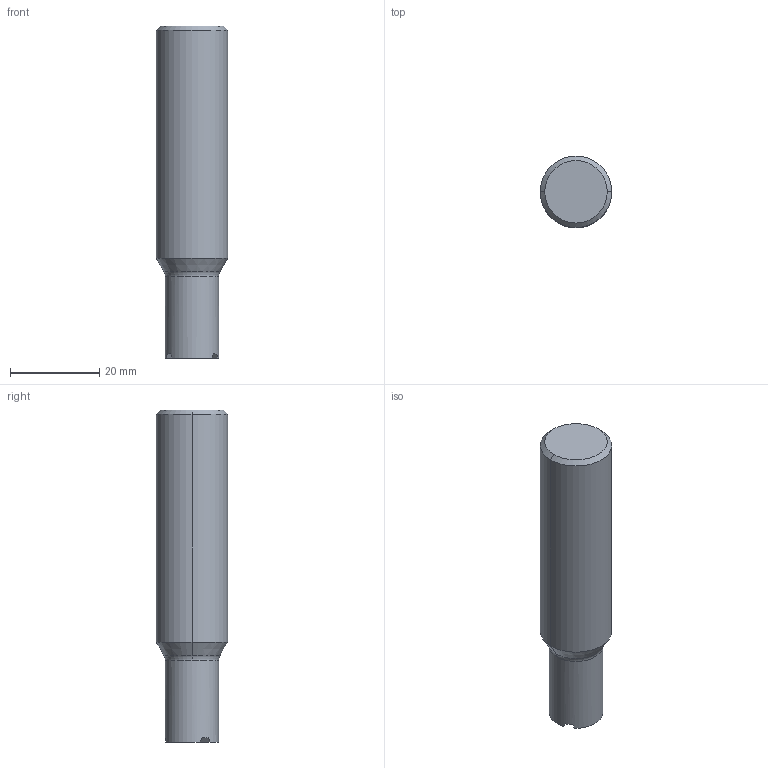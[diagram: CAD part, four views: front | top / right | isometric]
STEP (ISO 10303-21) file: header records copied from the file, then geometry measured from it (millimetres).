
FILE_DESCRIPTION(/* description */ (''),/* implementation_level */ '2;1');
FILE_NAME(/* name */ '1713322889651.stp',/* time_stamp */ '2024-04-17T08:31:43+05:00',/* author */ (''),/* organization */ ('SMS'),/* preprocessor_version */ 'ST-DEVELOPER v16.7',/* originating_system */ 'SIEMENS PLM Software NX 12.0',/* authorisation */ '');
FILE_SCHEMA (('AUTOMOTIVE_DESIGN { 1 0 10303 214 3 1 1 1 }'));
Length unit declared in the file: millimetre
Products named in the file (1): 205229965mod000_00
Bounding box: 15.99 x 15.99 x 74.3 mm (x, y, z)
Volume: 12862.6 mm3; surface area: 3980.8 mm2
Topology: 1 solids, 1 shells, 24 faces, 62 edges, 43 vertices
Faces by surface type: plane 14, cone 4, cylinder 4, torus 2
Full cylindrical faces by diameter (mm): 4.2 x1, 12 x1
Entity records: 847 total; most frequent: CARTESIAN_POINT 183, DIRECTION 136, ORIENTED_EDGE 132, EDGE_CURVE 66, AXIS2_PLACEMENT_3D 56, VERTEX_POINT 44, CIRCLE 28, LINE 24
